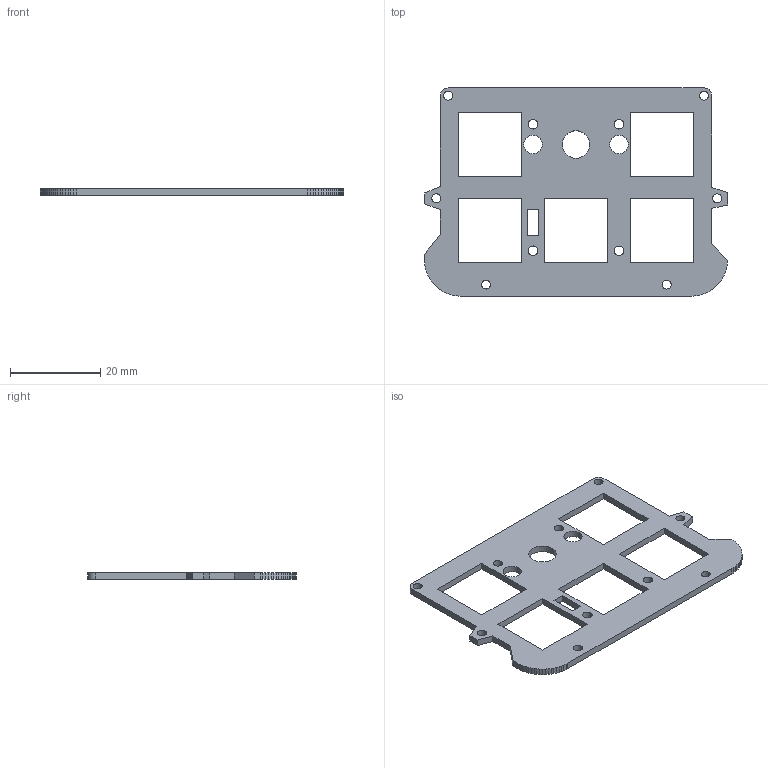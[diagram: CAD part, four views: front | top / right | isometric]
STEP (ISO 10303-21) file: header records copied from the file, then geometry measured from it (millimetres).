
FILE_DESCRIPTION (( 'STEP AP214' ), '1' );
FILE_NAME ('隅弇啣.S', '2021-10-27T07:28:41', ( '' ), ( '' ), 'SwSTEP 2.0', 'SolidWorks 2021', '' );
FILE_SCHEMA (( 'AUTOMOTIVE_DESIGN' ));
Length unit declared in the file: millimetre
Products named in the file (1): ｶｨﾎｻｰ蘋｡綫____
Bounding box: 67.15 x 46.12 x 1.5 mm (x, y, z)
Volume: 2642.8 mm3; surface area: 4467.8 mm2
Topology: 1 solids, 1 shells, 109 faces, 321 edges, 214 vertices
Faces by surface type: plane 81, cylinder 28
Entity records: 3721 total; most frequent: CARTESIAN_POINT 645, ORIENTED_EDGE 642, DIRECTION 597, EDGE_CURVE 321, VECTOR 265, LINE 265, VERTEX_POINT 214, AXIS2_PLACEMENT_3D 166
